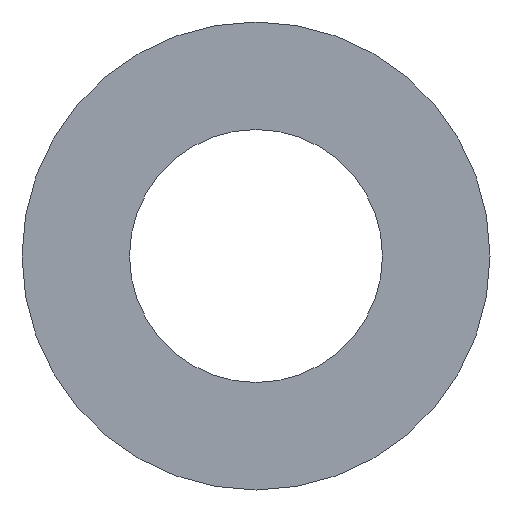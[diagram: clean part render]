
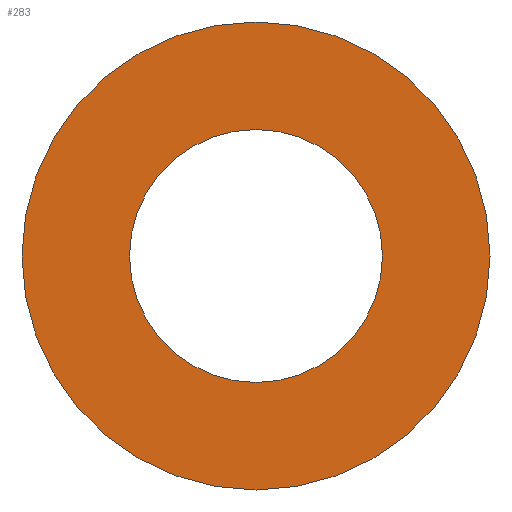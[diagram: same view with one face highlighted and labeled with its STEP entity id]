
A CAD part, front view. The second image highlights one B-rep face of the part: STEP entity #283.
In plain terms, the highlighted planar face has unit normal (0, -1, 0).
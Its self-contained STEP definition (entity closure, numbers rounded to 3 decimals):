
#1 = DIRECTION ( 'NONE',  ( 0., -1., 0. ) ) ;
#11 = VERTEX_POINT ( 'NONE', #39 ) ;
#18 = DIRECTION ( 'NONE',  ( 0., 1., 0. ) ) ;
#23 = EDGE_CURVE ( 'NONE', #11, #198, #232, .T. ) ;
#34 = CIRCLE ( 'NONE', #191, 7.4 ) ;
#39 = CARTESIAN_POINT ( 'NONE',  ( 0., 0., 7.4 ) ) ;
#43 = AXIS2_PLACEMENT_3D ( 'NONE', #166, #85, #199 ) ;
#47 = ORIENTED_EDGE ( 'NONE', *, *, #278, .F. ) ;
#50 = DIRECTION ( 'NONE',  ( 0., -1., 0. ) ) ;
#67 = CARTESIAN_POINT ( 'NONE',  ( 0., 0., 0. ) ) ;
#76 = CIRCLE ( 'NONE', #43, 4. ) ;
#85 = DIRECTION ( 'NONE',  ( 0., -1., 0. ) ) ;
#87 = AXIS2_PLACEMENT_3D ( 'NONE', #67, #174, #269 ) ;
#93 = VERTEX_POINT ( 'NONE', #249 ) ;
#94 = DIRECTION ( 'NONE',  ( 0., 0., 1. ) ) ;
#109 = DIRECTION ( 'NONE',  ( 0., 0., -1. ) ) ;
#133 = EDGE_CURVE ( 'NONE', #144, #93, #297, .T. ) ;
#140 = EDGE_CURVE ( 'NONE', #198, #11, #34, .T. ) ;
#144 = VERTEX_POINT ( 'NONE', #178 ) ;
#147 = FACE_BOUND ( 'NONE', #264, .T. ) ;
#166 = CARTESIAN_POINT ( 'NONE',  ( 0., 0., 0. ) ) ;
#171 = CARTESIAN_POINT ( 'NONE',  ( -4., 0., 0. ) ) ;
#174 = DIRECTION ( 'NONE',  ( 0., -1., 0. ) ) ;
#178 = CARTESIAN_POINT ( 'NONE',  ( 0., 0., -4. ) ) ;
#191 = AXIS2_PLACEMENT_3D ( 'NONE', #300, #50, #109 ) ;
#195 = EDGE_LOOP ( 'NONE', ( #284, #267 ) ) ;
#198 = VERTEX_POINT ( 'NONE', #287 ) ;
#199 = DIRECTION ( 'NONE',  ( 0., 0., -1. ) ) ;
#232 = CIRCLE ( 'NONE', #87, 7.4 ) ;
#246 = FACE_OUTER_BOUND ( 'NONE', #195, .T. ) ;
#249 = CARTESIAN_POINT ( 'NONE',  ( 0., 0., 4. ) ) ;
#264 = EDGE_LOOP ( 'NONE', ( #272, #47 ) ) ;
#267 = ORIENTED_EDGE ( 'NONE', *, *, #23, .T. ) ;
#269 = DIRECTION ( 'NONE',  ( 0., 0., -1. ) ) ;
#272 = ORIENTED_EDGE ( 'NONE', *, *, #133, .F. ) ;
#275 = CARTESIAN_POINT ( 'NONE',  ( 0., 0., 0. ) ) ;
#276 = AXIS2_PLACEMENT_3D ( 'NONE', #275, #1, #327 ) ;
#278 = EDGE_CURVE ( 'NONE', #93, #144, #76, .T. ) ;
#283 = ADVANCED_FACE ( 'NONE', ( #147, #246 ), #321, .F. ) ;
#284 = ORIENTED_EDGE ( 'NONE', *, *, #140, .T. ) ;
#287 = CARTESIAN_POINT ( 'NONE',  ( 0., 0., -7.4 ) ) ;
#297 = CIRCLE ( 'NONE', #276, 4. ) ;
#300 = CARTESIAN_POINT ( 'NONE',  ( 0., 0., 0. ) ) ;
#310 = AXIS2_PLACEMENT_3D ( 'NONE', #171, #18, #94 ) ;
#321 = PLANE ( 'NONE',  #310 ) ;
#327 = DIRECTION ( 'NONE',  ( 0., 0., -1. ) ) ;
